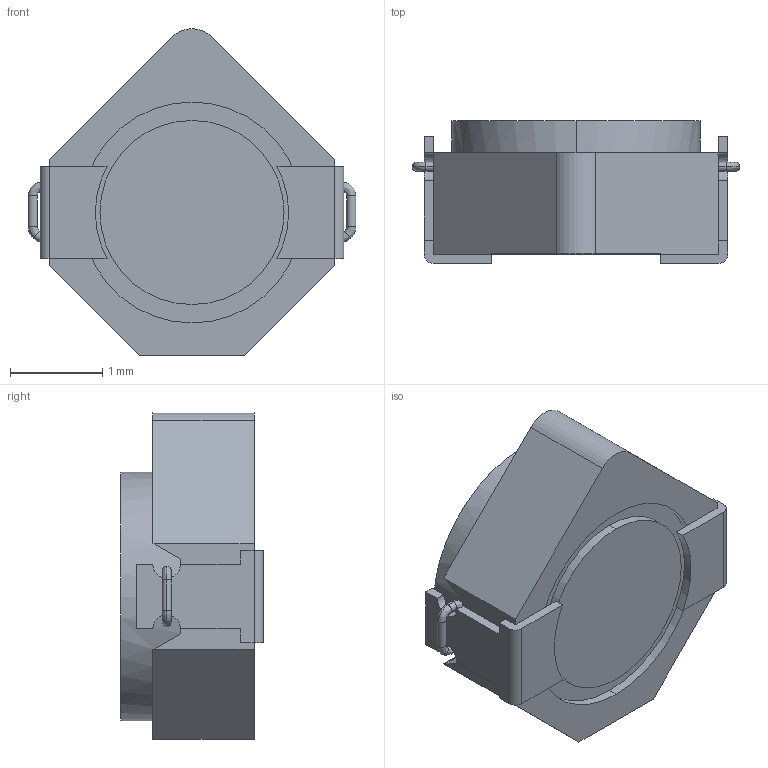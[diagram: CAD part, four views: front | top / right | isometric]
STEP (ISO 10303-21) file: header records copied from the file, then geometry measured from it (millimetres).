
FILE_DESCRIPTION (( 'STEP AP214' ), '1' );
FILE_NAME ('CDRH2D14NP-2R2NC.STEP', '2024-06-24T15:56:25', ( '' ), ( '' ), 'SwSTEP 2.0', 'SolidWorks 2016', '' );
FILE_SCHEMA (( 'AUTOMOTIVE_DESIGN' ));
Length unit declared in the file: millimetre
Products named in the file (1): CDRH2D14NP-2R2NC
Bounding box: 3.56 x 1.55 x 3.55 mm (x, y, z)
Volume: 10.8 mm3; surface area: 40.2 mm2
Topology: 5 solids, 5 shells, 102 faces, 238 edges, 148 vertices
Faces by surface type: plane 51, cylinder 35, bspline 16
Entity records: 3250 total; most frequent: CARTESIAN_POINT 861, DIRECTION 490, ORIENTED_EDGE 476, EDGE_CURVE 238, AXIS2_PLACEMENT_3D 173, VERTEX_POINT 148, VECTOR 144, LINE 144
